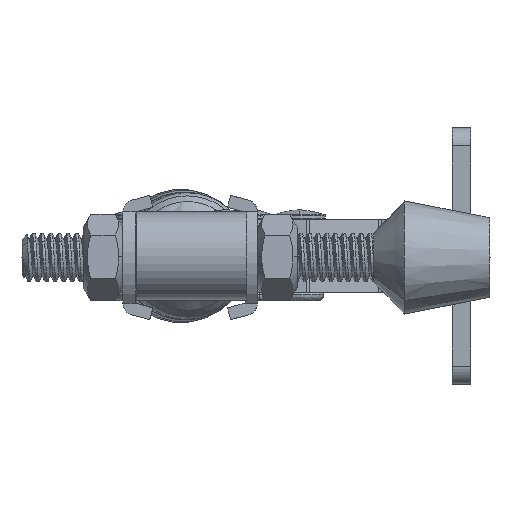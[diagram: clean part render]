
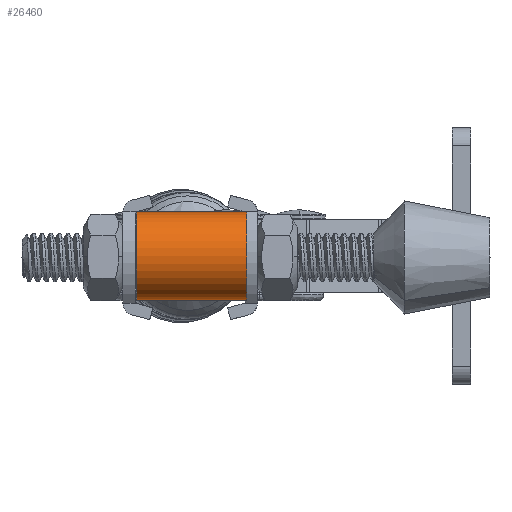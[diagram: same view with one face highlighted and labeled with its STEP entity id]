
A CAD part, left-side view. The second image highlights one B-rep face of the part: STEP entity #26460.
In plain terms, the highlighted cylindrical face has radius 7.2 mm (diameter 14.4 mm), a partial arc.
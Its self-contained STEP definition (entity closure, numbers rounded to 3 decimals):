
#1585 = LINE ( 'NONE', #35395, #5109 ) ;
#2466 = CARTESIAN_POINT ( 'NONE',  ( 0., 7.25, 7.2 ) ) ;
#2721 = DIRECTION ( 'NONE',  ( 0., 1., 0. ) ) ;
#4844 = AXIS2_PLACEMENT_3D ( 'NONE', #40651, #18068, #44373 ) ;
#5109 = VECTOR ( 'NONE', #31607, 1000. ) ;
#7687 = CARTESIAN_POINT ( 'NONE',  ( 0., 25.25, -7.2 ) ) ;
#9558 = EDGE_LOOP ( 'NONE', ( #41769, #27095, #47131, #42152 ) ) ;
#9780 = CIRCLE ( 'NONE', #4844, 7.2 ) ;
#14257 = DIRECTION ( 'NONE',  ( 0., -1., 0. ) ) ;
#14555 = EDGE_CURVE ( 'NONE', #15469, #27689, #1585, .T. ) ;
#15469 = VERTEX_POINT ( 'NONE', #7687 ) ;
#16737 = CIRCLE ( 'NONE', #19370, 7.2 ) ;
#16827 = VECTOR ( 'NONE', #2721, 1000. ) ;
#17300 = VERTEX_POINT ( 'NONE', #30988 ) ;
#18068 = DIRECTION ( 'NONE',  ( 0., 1., 0. ) ) ;
#19203 = LINE ( 'NONE', #21271, #16827 ) ;
#19370 = AXIS2_PLACEMENT_3D ( 'NONE', #36810, #14257, #40600 ) ;
#20107 = VERTEX_POINT ( 'NONE', #2466 ) ;
#21271 = CARTESIAN_POINT ( 'NONE',  ( 0., 32., 7.2 ) ) ;
#23226 = DIRECTION ( 'NONE',  ( 0., 0., -1. ) ) ;
#23846 = CARTESIAN_POINT ( 'NONE',  ( 0., 32., 0. ) ) ;
#25185 = FACE_OUTER_BOUND ( 'NONE', #9558, .T. ) ;
#26460 = ADVANCED_FACE ( 'NONE', ( #25185 ), #44028, .T. ) ;
#27095 = ORIENTED_EDGE ( 'NONE', *, *, #14555, .T. ) ;
#27689 = VERTEX_POINT ( 'NONE', #45479 ) ;
#30988 = CARTESIAN_POINT ( 'NONE',  ( 0., 25.25, 7.2 ) ) ;
#31411 = EDGE_CURVE ( 'NONE', #15469, #17300, #9780, .T. ) ;
#31607 = DIRECTION ( 'NONE',  ( 0., -1., 0. ) ) ;
#32117 = EDGE_CURVE ( 'NONE', #20107, #17300, #19203, .T. ) ;
#34297 = EDGE_CURVE ( 'NONE', #20107, #27689, #16737, .T. ) ;
#35395 = CARTESIAN_POINT ( 'NONE',  ( 0., 32., -7.2 ) ) ;
#36810 = CARTESIAN_POINT ( 'NONE',  ( 0., 7.25, 0. ) ) ;
#38518 = AXIS2_PLACEMENT_3D ( 'NONE', #23846, #46808, #23226 ) ;
#40600 = DIRECTION ( 'NONE',  ( 0., 0., -1. ) ) ;
#40651 = CARTESIAN_POINT ( 'NONE',  ( 0., 25.25, 0. ) ) ;
#41769 = ORIENTED_EDGE ( 'NONE', *, *, #31411, .F. ) ;
#42152 = ORIENTED_EDGE ( 'NONE', *, *, #32117, .T. ) ;
#44028 = CYLINDRICAL_SURFACE ( 'NONE', #38518, 7.2 ) ;
#44373 = DIRECTION ( 'NONE',  ( 0., 0., -1. ) ) ;
#45479 = CARTESIAN_POINT ( 'NONE',  ( 0., 7.25, -7.2 ) ) ;
#46808 = DIRECTION ( 'NONE',  ( 0., -1., 0. ) ) ;
#47131 = ORIENTED_EDGE ( 'NONE', *, *, #34297, .F. ) ;
